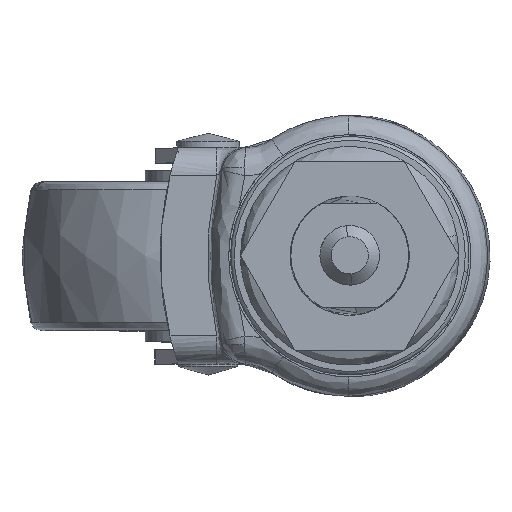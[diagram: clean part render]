
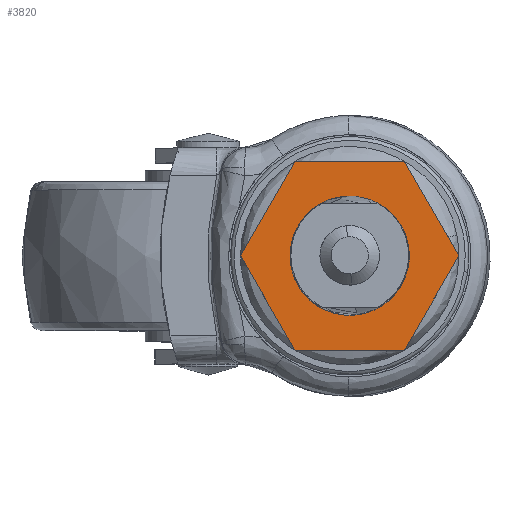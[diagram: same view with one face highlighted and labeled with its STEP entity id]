
A CAD part, top view. The second image highlights one B-rep face of the part: STEP entity #3820.
In plain terms, the highlighted free-form (B-spline) face has degree [1, 1] with [2, 2] control points.
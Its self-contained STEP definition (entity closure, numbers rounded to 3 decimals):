
#2962=CARTESIAN_POINT('',(-0.163,6.498,0.));
#2963=VERTEX_POINT('',#2962);
#2964=CARTESIAN_POINT('',(6.5,0.0,0.0));
#2965=VERTEX_POINT('',#2964);
#2966=CARTESIAN_POINT('',(-0.163,6.498,0.));
#2967=CARTESIAN_POINT('',(-0.082,6.5,0.0));
#2968=CARTESIAN_POINT('',(0.0,6.5,0.0));
#2969=CARTESIAN_POINT('',(6.5,6.5,0.0));
#2970=CARTESIAN_POINT('',(6.5,0.0,0.0));
#2978=(BOUNDED_CURVE()B_SPLINE_CURVE(2,(#2966,#2967,#2968,#2969,#2970),.UNSPECIFIED.,.F.,.U.)B_SPLINE_CURVE_WITH_KNOTS((3,2,3),(0.246,0.25,0.5),.UNSPECIFIED.)CURVE()GEOMETRIC_REPRESENTATION_ITEM()RATIONAL_B_SPLINE_CURVE((0.99,0.995,1.0,0.707,1.0))REPRESENTATION_ITEM(''));
#2979=EDGE_CURVE('',#2963,#2965,#2978,.T.);
#2998=CARTESIAN_POINT('',(-6.498,-0.163,0.));
#2999=VERTEX_POINT('',#2998);
#3013=CARTESIAN_POINT('',(6.5,0.0,0.0));
#3014=CARTESIAN_POINT('',(6.5,-6.5,0.0));
#3015=CARTESIAN_POINT('',(0.0,-6.5,0.0));
#3016=CARTESIAN_POINT('',(-6.339,-6.5,0.0));
#3017=CARTESIAN_POINT('',(-6.498,-0.163,0.));
#3025=(BOUNDED_CURVE()B_SPLINE_CURVE(2,(#3013,#3014,#3015,#3016,#3017),.UNSPECIFIED.,.F.,.U.)B_SPLINE_CURVE_WITH_KNOTS((3,2,3),(0.5,0.75,0.996),.UNSPECIFIED.)CURVE()GEOMETRIC_REPRESENTATION_ITEM()RATIONAL_B_SPLINE_CURVE((1.0,0.707,1.0,0.712,0.99))REPRESENTATION_ITEM(''));
#3026=EDGE_CURVE('',#2965,#2999,#3025,.T.);
#3048=CARTESIAN_POINT('',(-6.5,0.0,0.0));
#3049=VERTEX_POINT('',#3048);
#3050=CARTESIAN_POINT('',(-6.5,0.0,0.0));
#3051=CARTESIAN_POINT('',(-6.5,6.339,0.0));
#3052=CARTESIAN_POINT('',(-0.163,6.498,0.));
#3060=(BOUNDED_CURVE()B_SPLINE_CURVE(2,(#3050,#3051,#3052),.UNSPECIFIED.,.F.,.U.)B_SPLINE_CURVE_WITH_KNOTS((3,3),(0.0,0.246),.UNSPECIFIED.)CURVE()GEOMETRIC_REPRESENTATION_ITEM()RATIONAL_B_SPLINE_CURVE((1.0,0.712,0.99))REPRESENTATION_ITEM(''));
#3061=EDGE_CURVE('',#3049,#2963,#3060,.T.);
#3063=CARTESIAN_POINT('',(-6.498,-0.163,0.));
#3064=CARTESIAN_POINT('',(-6.5,-0.082,0.0));
#3065=CARTESIAN_POINT('',(-6.5,0.0,0.0));
#3073=(BOUNDED_CURVE()B_SPLINE_CURVE(2,(#3063,#3064,#3065),.UNSPECIFIED.,.F.,.U.)B_SPLINE_CURVE_WITH_KNOTS((3,3),(0.996,1.0),.UNSPECIFIED.)CURVE()GEOMETRIC_REPRESENTATION_ITEM()RATIONAL_B_SPLINE_CURVE((0.99,0.995,1.0))REPRESENTATION_ITEM(''));
#3074=EDGE_CURVE('',#2999,#3049,#3073,.T.);
#3674=CARTESIAN_POINT('',(14.66,0.0,0.0));
#3675=VERTEX_POINT('',#3674);
#3676=CARTESIAN_POINT('',(7.33,12.696,0.0));
#3677=VERTEX_POINT('',#3676);
#3678=CARTESIAN_POINT('',(14.66,0.0,0.0));
#3679=CARTESIAN_POINT('',(7.33,12.696,0.0));
#3680=QUASI_UNIFORM_CURVE('',1,(#3678,#3679),.UNSPECIFIED.,.F.,.U.);
#3681=EDGE_CURVE('',#3675,#3677,#3680,.T.);
#3702=CARTESIAN_POINT('',(7.33,-12.696,0.0));
#3703=VERTEX_POINT('',#3702);
#3704=CARTESIAN_POINT('',(7.33,-12.696,0.0));
#3705=CARTESIAN_POINT('',(14.66,0.0,0.0));
#3706=QUASI_UNIFORM_CURVE('',1,(#3704,#3705),.UNSPECIFIED.,.F.,.U.);
#3707=EDGE_CURVE('',#3703,#3675,#3706,.T.);
#3724=CARTESIAN_POINT('',(-7.33,-12.696,0.0));
#3725=VERTEX_POINT('',#3724);
#3726=CARTESIAN_POINT('',(-7.33,-12.696,0.0));
#3727=CARTESIAN_POINT('',(7.33,-12.696,0.0));
#3728=QUASI_UNIFORM_CURVE('',1,(#3726,#3727),.UNSPECIFIED.,.F.,.U.);
#3729=EDGE_CURVE('',#3725,#3703,#3728,.T.);
#3746=CARTESIAN_POINT('',(-14.66,0.0,0.0));
#3747=VERTEX_POINT('',#3746);
#3748=CARTESIAN_POINT('',(-14.66,0.0,0.0));
#3749=CARTESIAN_POINT('',(-7.33,-12.696,0.0));
#3750=QUASI_UNIFORM_CURVE('',1,(#3748,#3749),.UNSPECIFIED.,.F.,.U.);
#3751=EDGE_CURVE('',#3747,#3725,#3750,.T.);
#3768=CARTESIAN_POINT('',(-7.33,12.696,0.0));
#3769=VERTEX_POINT('',#3768);
#3770=CARTESIAN_POINT('',(-7.33,12.696,0.0));
#3771=CARTESIAN_POINT('',(-14.66,0.0,0.0));
#3772=QUASI_UNIFORM_CURVE('',1,(#3770,#3771),.UNSPECIFIED.,.F.,.U.);
#3773=EDGE_CURVE('',#3769,#3747,#3772,.T.);
#3790=CARTESIAN_POINT('',(7.33,12.696,0.0));
#3791=CARTESIAN_POINT('',(-7.33,12.696,0.0));
#3792=QUASI_UNIFORM_CURVE('',1,(#3790,#3791),.UNSPECIFIED.,.F.,.U.);
#3793=EDGE_CURVE('',#3677,#3769,#3792,.T.);
#3801=CARTESIAN_POINT('',(-16.125,-13.964,0.0));
#3802=CARTESIAN_POINT('',(16.125,-13.964,0.0));
#3803=CARTESIAN_POINT('',(-16.125,13.964,0.0));
#3804=CARTESIAN_POINT('',(16.125,13.964,0.0));
#3805=B_SPLINE_SURFACE_WITH_KNOTS('',1,1,((#3801,#3803),(#3802,#3804)),.UNSPECIFIED.,.F.,.F.,.U.,(2,2),(2,2),(0.0,32.249),(0.0,27.929),.UNSPECIFIED.);
#3806=ORIENTED_EDGE('',*,*,#3793,.T.);
#3807=ORIENTED_EDGE('',*,*,#3773,.T.);
#3808=ORIENTED_EDGE('',*,*,#3751,.T.);
#3809=ORIENTED_EDGE('',*,*,#3729,.T.);
#3810=ORIENTED_EDGE('',*,*,#3707,.T.);
#3811=ORIENTED_EDGE('',*,*,#3681,.T.);
#3812=EDGE_LOOP('',(#3806,#3807,#3808,#3809,#3810,#3811));
#3813=FACE_OUTER_BOUND('',#3812,.T.);
#3814=ORIENTED_EDGE('',*,*,#3026,.T.);
#3815=ORIENTED_EDGE('',*,*,#3074,.T.);
#3816=ORIENTED_EDGE('',*,*,#3061,.T.);
#3817=ORIENTED_EDGE('',*,*,#2979,.T.);
#3818=EDGE_LOOP('',(#3814,#3815,#3816,#3817));
#3819=FACE_BOUND('',#3818,.T.);
#3820=ADVANCED_FACE('',(#3813,#3819),#3805,.T.);
